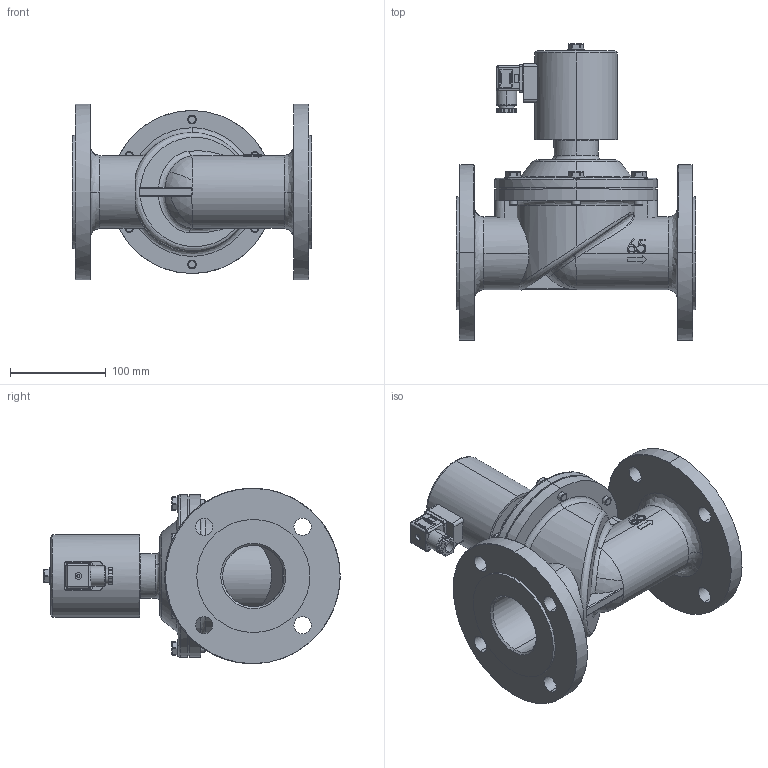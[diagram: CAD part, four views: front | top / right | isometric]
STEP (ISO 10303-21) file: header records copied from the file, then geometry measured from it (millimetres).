
FILE_DESCRIPTION(('HOOPS Exchange Step'),'2;1');
FILE_NAME('FV01_DN65.stp','2025-12-03T08:35:40+01:00',('nieru'),('Unknown organisation'),'HOOPS Exchange 2024.2','HOOPS Exchange','Unknown authorisation');
FILE_SCHEMA( ('AP203_CONFIGURATION_CONTROLLED_3D_DESIGN_OF_MECHANICAL_PARTS_AND_ASSEMBLIES_MIM_LF') );
Length unit declared in the file: millimetre
Products named in the file (2): 0; root
Assembly tree (1 placements, depth 2):
  root
    0
Bounding box: 250 x 309 x 183 mm (x, y, z)
Volume: 2165407 mm3; surface area: 466536.9 mm2
Topology: 3 solids, 3 shells, 941 faces, 2512 edges, 1640 vertices
Faces by surface type: cylinder 342, plane 257, bspline 213, cone 54, torus 45, sphere 30
Full cylindrical faces by diameter (mm): 8.782 x6, 30 x1
Entity records: 80928 total; most frequent: CARTESIAN_POINT 60144, ORIENTED_EDGE 5020, DIRECTION 3367, EDGE_CURVE 2510, VERTEX_POINT 1640, AXIS2_PLACEMENT_3D 1411, B_SPLINE_CURVE_WITH_KNOTS 1185, EDGE_LOOP 1046
